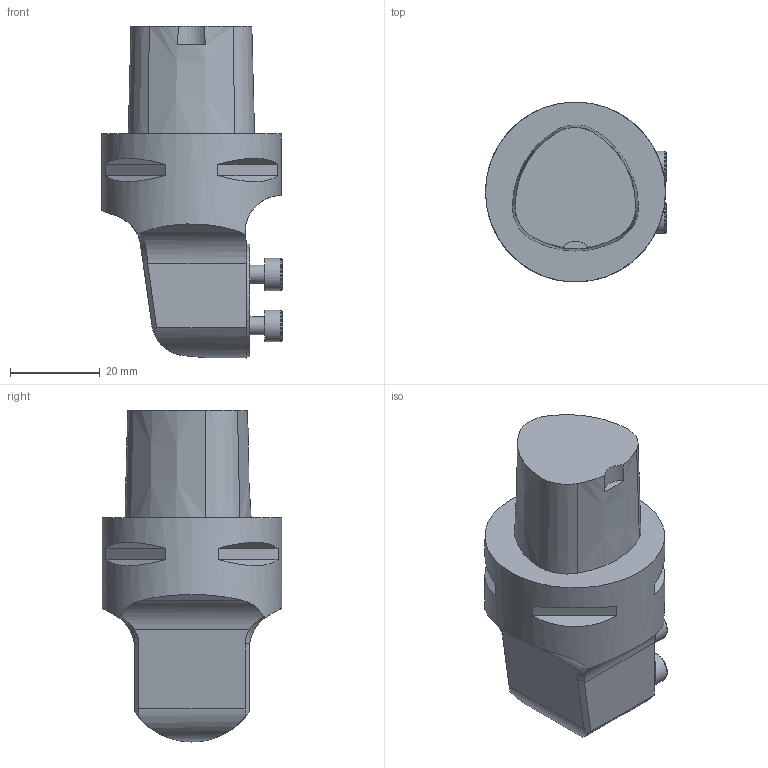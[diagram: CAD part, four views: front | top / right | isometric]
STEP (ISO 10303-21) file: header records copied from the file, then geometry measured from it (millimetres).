
FILE_DESCRIPTION(/* description */ (''),/* implementation_level */ '2;1');
FILE_NAME(/* name */ '1524131109331.stp',/* time_stamp */ '2018-04-19T11:45:18+02:00',/* author */ (''),/* organization */ ('SMS'),/* preprocessor_version */ 'ST-DEVELOPER v15',/* originating_system */ 'SIEMENS PLM Software NX 8.5',/* authorisation */ '');
FILE_SCHEMA (('AUTOMOTIVE_DESIGN { 1 0 10303 214 3 1 1 1 }'));
Length unit declared in the file: millimetre
Products named in the file (1): 112029974mod000_00
Bounding box: 40.25 x 40 x 73.8 mm (x, y, z)
Volume: 55384.1 mm3; surface area: 10037.5 mm2
Topology: 1 solids, 1 shells, 71 faces, 158 edges, 106 vertices
Faces by surface type: plane 34, cylinder 19, cone 10, torus 8
Full cylindrical faces by diameter (mm): 4 x4, 7 x4, 25 x1, 40 x1
Entity records: 1952 total; most frequent: CARTESIAN_POINT 399, DIRECTION 331, ORIENTED_EDGE 262, AXIS2_PLACEMENT_3D 145, EDGE_CURVE 131, EDGE_LOOP 107, VERTEX_POINT 98, ADVANCED_FACE 71
